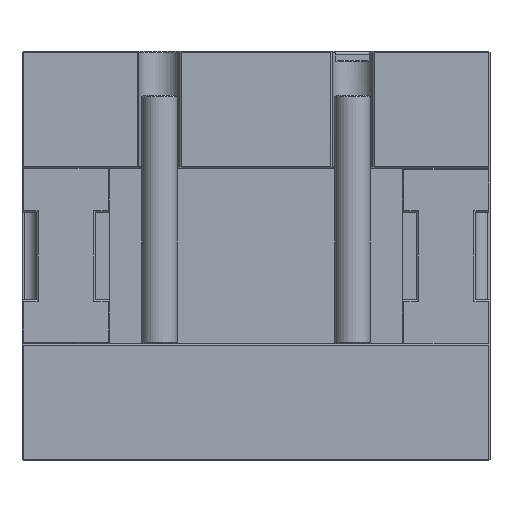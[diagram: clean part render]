
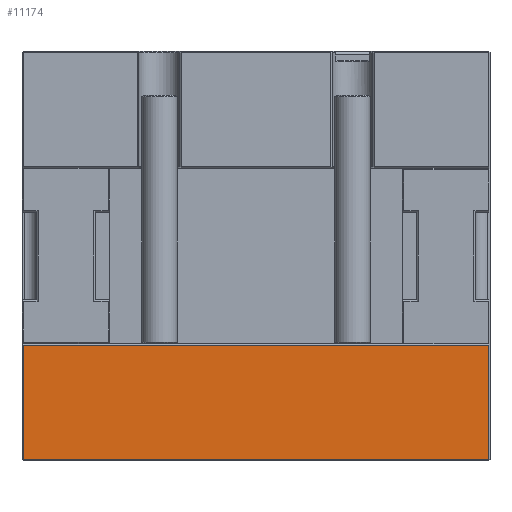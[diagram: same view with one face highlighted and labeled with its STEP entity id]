
A CAD part, front view. The second image highlights one B-rep face of the part: STEP entity #11174.
In plain terms, the highlighted planar face has unit normal (0, -1, 0).
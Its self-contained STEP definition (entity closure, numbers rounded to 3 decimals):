
#348=PLANE('',#11999);
#954=FACE_OUTER_BOUND('',#1638,.T.);
#1638=EDGE_LOOP('',(#9533,#9534,#9535,#9536));
#3127=LINE('',#36205,#3854);
#3254=LINE('',#36477,#3981);
#3255=LINE('',#36479,#3982);
#3267=LINE('',#36503,#3994);
#3854=VECTOR('',#13616,10.);
#3981=VECTOR('',#13879,10.);
#3982=VECTOR('',#13882,10.);
#3994=VECTOR('',#13912,10.);
#4956=VERTEX_POINT('',#36183);
#4958=VERTEX_POINT('',#36191);
#4960=VERTEX_POINT('',#36197);
#4972=VERTEX_POINT('',#36231);
#6418=EDGE_CURVE('',#4960,#4956,#3127,.T.);
#6555=EDGE_CURVE('',#4958,#4972,#3254,.T.);
#6556=EDGE_CURVE('',#4972,#4960,#3255,.T.);
#6569=EDGE_CURVE('',#4956,#4958,#3267,.T.);
#9533=ORIENTED_EDGE('',*,*,#6555,.F.);
#9534=ORIENTED_EDGE('',*,*,#6569,.F.);
#9535=ORIENTED_EDGE('',*,*,#6418,.F.);
#9536=ORIENTED_EDGE('',*,*,#6556,.F.);
#11174=ADVANCED_FACE('',(#954),#348,.F.);
#11999=AXIS2_PLACEMENT_3D('',#36534,#13956,#13957);
#13616=DIRECTION('',(0.,0.,-1.));
#13879=DIRECTION('',(0.,0.,1.));
#13882=DIRECTION('',(1.,0.,0.));
#13912=DIRECTION('',(-1.,0.,0.));
#13956=DIRECTION('center_axis',(0.,1.,0.));
#13957=DIRECTION('ref_axis',(1.,0.,0.));
#36183=CARTESIAN_POINT('',(79.75,0.,-69.75));
#36191=CARTESIAN_POINT('',(0.25,0.,-69.75));
#36197=CARTESIAN_POINT('',(79.75,0.,-50.25));
#36205=CARTESIAN_POINT('',(79.75,0.,-17.5));
#36231=CARTESIAN_POINT('',(0.25,0.,-50.25));
#36477=CARTESIAN_POINT('',(0.25,0.,-52.5));
#36479=CARTESIAN_POINT('',(60.,0.,-50.25));
#36503=CARTESIAN_POINT('',(60.,0.,-69.75));
#36534=CARTESIAN_POINT('Origin',(40.,0.,-35.));
